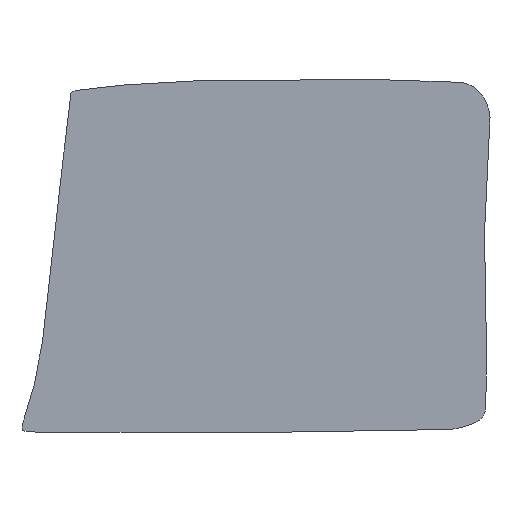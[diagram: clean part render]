
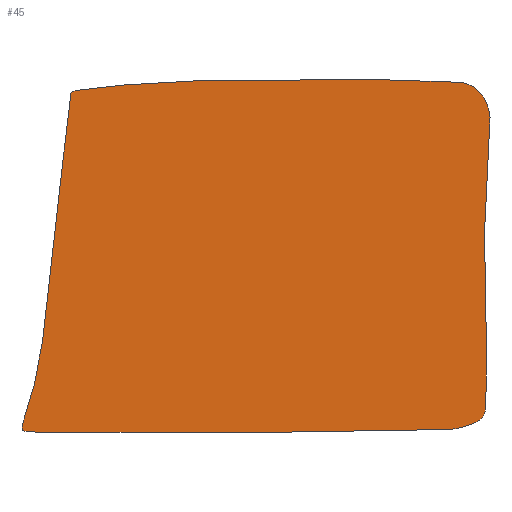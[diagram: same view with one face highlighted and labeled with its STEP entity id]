
A CAD part, left-side view. The second image highlights one B-rep face of the part: STEP entity #45.
In plain terms, the highlighted planar face has unit normal (-1, 0, 0).
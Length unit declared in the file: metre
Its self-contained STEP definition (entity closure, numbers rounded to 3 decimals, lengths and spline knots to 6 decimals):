
#20=PLANE('',#67);
#27=ORIENTED_EDGE('',*,*,#29,.F.);
#29=EDGE_CURVE('',#31,#31,#33,.T.);
#31=VERTEX_POINT('',#130);
#33=B_SPLINE_CURVE_WITH_KNOTS('',3,(#112,#113,#114,#115,#116,#117,#118,
#119,#120,#121,#122,#123,#124,#125,#126,#127,#128,#129),.UNSPECIFIED.,.T.,
 .F.,(1,3,1,1,1,1,1,1,1,1,1,1,1,1,1,1,3,1),(-0.14812,0.,0.029617,
0.0572,0.11027,0.242421,0.263769,
0.349647,0.473996,0.50571,0.543896,
0.622918,0.731216,0.765118,0.803538,
0.85188,1.,1.029617),.UNSPECIFIED.);
#37=EDGE_LOOP('',(#27));
#41=FACE_BOUND('',#37,.T.);
#45=ADVANCED_FACE('',(#41),#20,.F.);
#67=AXIS2_PLACEMENT_3D('',#150,#71,#72);
#71=DIRECTION('',(1.,0.,0.));
#72=DIRECTION('',(0.,1.,0.));
#112=CARTESIAN_POINT('',(-0.0001,0.012142,0.008923));
#113=CARTESIAN_POINT('',(-0.0001,0.012406,0.008935));
#114=CARTESIAN_POINT('',(-0.0001,0.012476,0.00897));
#115=CARTESIAN_POINT('',(-0.0001,0.013188,0.008891));
#116=CARTESIAN_POINT('',(-0.0001,0.012226,0.010299));
#117=CARTESIAN_POINT('',(-0.0001,0.011711,0.01857));
#118=CARTESIAN_POINT('',(-0.0001,0.011434,0.018743));
#119=CARTESIAN_POINT('',(-0.0001,0.007854,0.019108));
#120=CARTESIAN_POINT('',(-0.0001,0.000661,0.019007));
#121=CARTESIAN_POINT('',(-0.0001,0.000143,0.018889));
#122=CARTESIAN_POINT('',(-0.0001,-0.000642,0.018233));
#123=CARTESIAN_POINT('',(-0.0001,-0.00005,0.015384));
#124=CARTESIAN_POINT('',(-0.0001,-0.00044,0.009836));
#125=CARTESIAN_POINT('',(-0.0001,-0.000166,0.009218));
#126=CARTESIAN_POINT('',(-0.0001,0.000733,0.00898));
#127=CARTESIAN_POINT('',(-0.0001,0.001498,0.008992));
#128=CARTESIAN_POINT('',(-0.0001,0.010821,0.008864));
#129=CARTESIAN_POINT('',(-0.0001,0.012142,0.008923));
#130=CARTESIAN_POINT('',(-0.0001,0.012142,0.008923));
#150=CARTESIAN_POINT('',(-0.0001,0.004512,0.004707));
